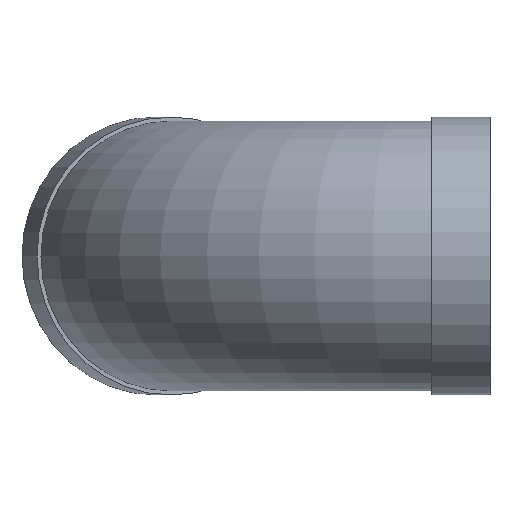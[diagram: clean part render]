
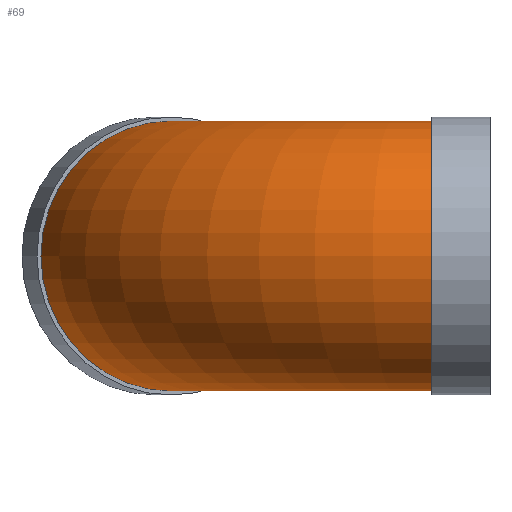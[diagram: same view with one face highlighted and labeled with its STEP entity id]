
A CAD part, left-side view. The second image highlights one B-rep face of the part: STEP entity #69.
In plain terms, the highlighted toroidal (fillet/blend) face has major radius 200 mm and minor radius 100 mm.
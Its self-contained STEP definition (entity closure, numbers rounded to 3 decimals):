
#69 = ADVANCED_FACE( '', ( #134, #135 ), #136, .T. );
#134 = FACE_OUTER_BOUND( '', #196, .T. );
#135 = FACE_OUTER_BOUND( '', #197, .T. );
#136 = TOROIDAL_SURFACE( '', #198, 200., 100. );
#196 = EDGE_LOOP( '', ( #256 ) );
#197 = EDGE_LOOP( '', ( #257 ) );
#198 = AXIS2_PLACEMENT_3D( '', #258, #259, #260 );
#256 = ORIENTED_EDGE( '', *, *, #313, .T. );
#257 = ORIENTED_EDGE( '', *, *, #311, .F. );
#258 = CARTESIAN_POINT( '', ( 200., 43., 0. ) );
#259 = DIRECTION( '', ( 0., 0., -1. ) );
#260 = DIRECTION( '', ( -1., 0., 0. ) );
#311 = EDGE_CURVE( '', #343, #343, #344, .T. );
#313 = EDGE_CURVE( '', #346, #346, #347, .T. );
#343 = VERTEX_POINT( '', #379 );
#344 = CIRCLE( '', #380, 100. );
#346 = VERTEX_POINT( '', #382 );
#347 = CIRCLE( '', #383, 100. );
#379 = CARTESIAN_POINT( '', ( 174.118, 139.593, 0. ) );
#380 = AXIS2_PLACEMENT_3D( '', #418, #419, #420 );
#382 = CARTESIAN_POINT( '', ( 100., 43., 0. ) );
#383 = AXIS2_PLACEMENT_3D( '', #421, #422, #423 );
#418 = CARTESIAN_POINT( '', ( 148.236, 236.185, 0. ) );
#419 = DIRECTION( '', ( 0.966, 0.259, 0. ) );
#420 = DIRECTION( '', ( 0.259, -0.966, 0. ) );
#421 = CARTESIAN_POINT( '', ( 0., 43., 0. ) );
#422 = DIRECTION( '', ( 0., 1., 0. ) );
#423 = DIRECTION( '', ( 1., 0., 0. ) );
